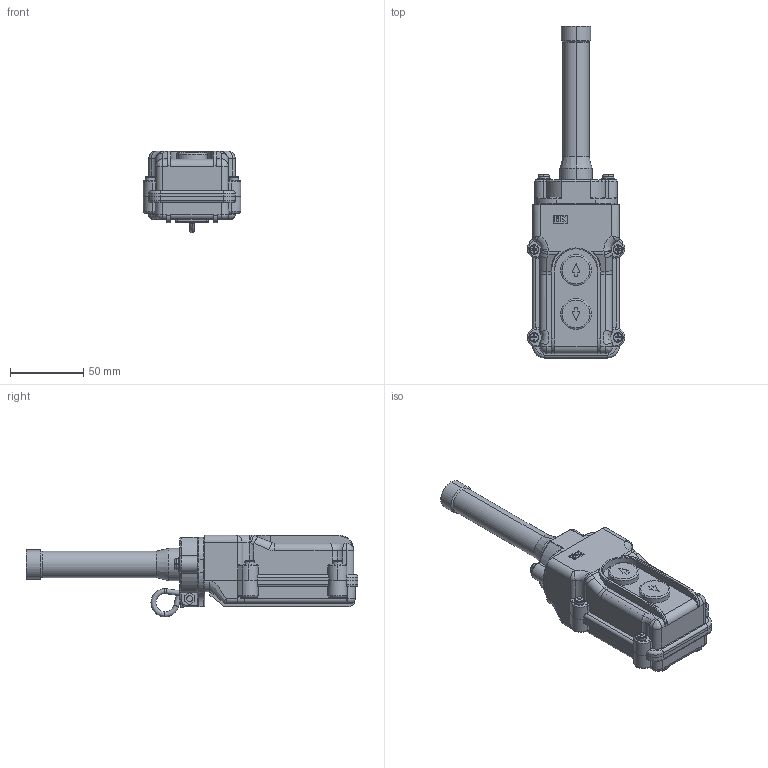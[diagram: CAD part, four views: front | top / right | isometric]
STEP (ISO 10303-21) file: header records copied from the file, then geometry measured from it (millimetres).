
FILE_DESCRIPTION (( 'STEP AP214' ), '1' );
FILE_NAME ('BPU10-2 Ïóëüò óïðàâëåíèÿ ÏÊÒ-61 íà 2 êíîïîê IP54 ÈÝÊ.STEP', '2017-11-07T11:32:38', ( '' ), ( '' ), 'SwSTEP 2.0', 'SolidWorks 2014', '' );
FILE_SCHEMA (( 'AUTOMOTIVE_DESIGN' ));
Length unit declared in the file: millimetre
Products named in the file (1): BPU10-2 Ïóëüò óïðàâëåíèÿ ÏÊÒ-61 íà 2 êíîïîê IP54 ÈÝÊ
Bounding box: 66.5 x 226.5 x 55.78 mm (x, y, z)
Volume: 193461.9 mm3; surface area: 76443.6 mm2
Topology: 3 solids, 5 shells, 793 faces, 2022 edges, 1273 vertices
Faces by surface type: plane 417, cylinder 257, torus 94, bspline 14, sphere 7, cone 4
Entity records: 24938 total; most frequent: CARTESIAN_POINT 5533, DIRECTION 4085, ORIENTED_EDGE 4020, EDGE_CURVE 2010, AXIS2_PLACEMENT_3D 1408, VERTEX_POINT 1273, LINE 1269, VECTOR 1269
